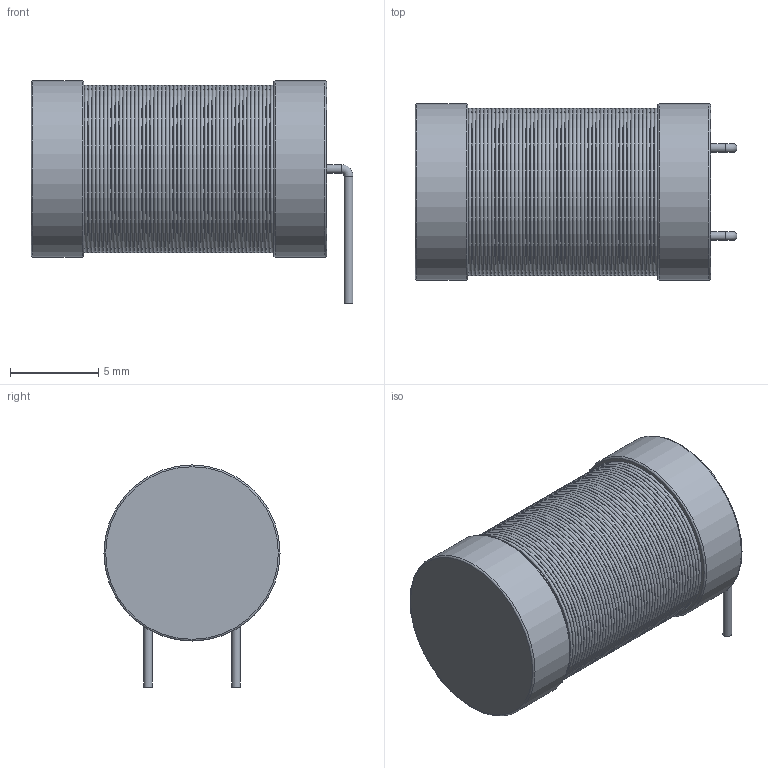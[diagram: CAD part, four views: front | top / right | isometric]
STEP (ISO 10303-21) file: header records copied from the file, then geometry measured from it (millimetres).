
FILE_DESCRIPTION(/* description */ (''),/* implementation_level */ '2;1');
FILE_NAME(/* name */ 'L-5.08MM-10X17MM-H-H.stp',/* time_stamp */ '2023-09-26T12:44:31+03:00',/* author */ ('Sandman'),/* organization */ (''),/* preprocessor_version */ 'ST-DEVELOPER v18.1',/* originating_system */ 'Autodesk Inventor 2021',/* authorisation */ '');
FILE_SCHEMA (('AUTOMOTIVE_DESIGN { 1 0 10303 214 3 1 1 }'));
Length unit declared in the file: millimetre
Products named in the file (1): L-5.08MM-10X17MM-H-H
Bounding box: 18.28 x 10 x 12.61 mm (x, y, z)
Volume: 1235.4 mm3; surface area: 776.8 mm2
Topology: 3 solids, 3 shells, 118 faces, 225 edges, 115 vertices
Faces by surface type: cylinder 55, torus 55, plane 8
Full cylindrical faces by diameter (mm): 0.5 x4, 9.4 x49, 10 x2
Entity records: 3006 total; most frequent: DIRECTION 633, CARTESIAN_POINT 459, ORIENTED_EDGE 450, AXIS2_PLACEMENT_3D 289, EDGE_CURVE 225, CIRCLE 170, EDGE_LOOP 120, FACE_OUTER_BOUND 118
